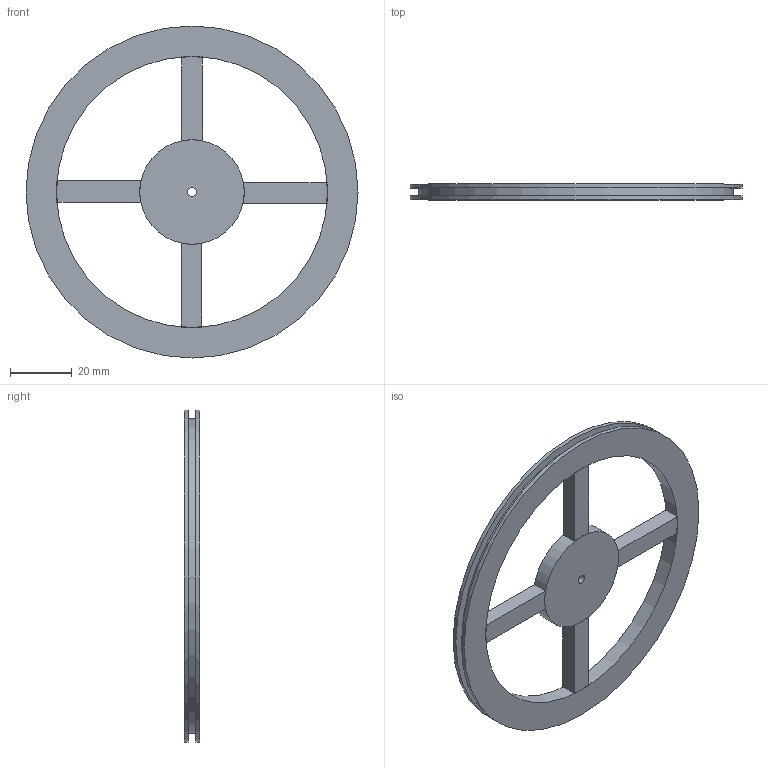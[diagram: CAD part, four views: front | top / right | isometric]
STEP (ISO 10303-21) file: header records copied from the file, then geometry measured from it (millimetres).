
FILE_DESCRIPTION(/* description */ ('STEP AP242','CAx-IF Rec.Pracs.---Representation and Presentation of Product Manufacturing Information (PMI)---4.0---2014-10-13','CAx-IF Rec.Pracs.---3D Tessellated Geometry---0.4---2014-09-14','2;1'),/* implementation_level */ '2;1');
FILE_NAME(/* name */ '6658f8ad73f4f923e2246a23',/* time_stamp */ '2024-05-30T22:07:41Z',/* author */ (''),/* organization */ (''),/* preprocessor_version */ 'ST-DEVELOPER v20',/* originating_system */ ' ',/* authorisation */ ' ');
FILE_SCHEMA (('AP242_MANAGED_MODEL_BASED_3D_ENGINEERING_MIM_LF { 1 0 10303 442 1 1 4 }'));
Length unit declared in the file: metre
Products named in the file (6): Part 5; Part 4; Part 6; Part 3; Part 2; wheel rim
Bounding box: 107.1 x 5.08 x 107.1 mm (x, y, z)
Volume: 21140.2 mm3; surface area: 16015.7 mm2
Topology: 6 solids, 6 shells, 36 faces, 66 edges, 44 vertices
Faces by surface type: plane 22, cylinder 14
Full cylindrical faces by diameter (mm): 2.891 x1, 33.699 x1, 87.394 x1, 101.653 x1, 107.1 x2
Entity records: 1028 total; most frequent: DIRECTION 172, CARTESIAN_POINT 146, ORIENTED_EDGE 120, AXIS2_PLACEMENT_3D 70, EDGE_CURVE 60, EDGE_LOOP 48, FACE_BOUND 48, VERTEX_POINT 44
